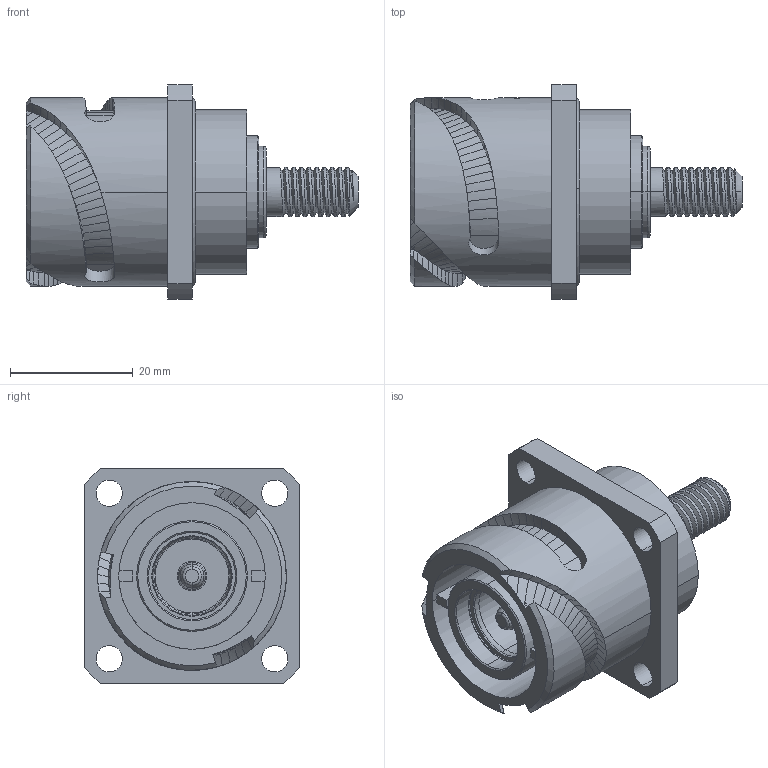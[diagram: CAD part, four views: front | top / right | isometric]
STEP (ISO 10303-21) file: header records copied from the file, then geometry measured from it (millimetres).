
FILE_DESCRIPTION((''),'2;1');
FILE_NAME('GCE3102E18M50P-B-16_SW0001','2023-05-31T16:12:26',('paultorloting'),('NET AG system integration'),'CREO PARAMETRIC BY PTC INC, 2021404','CREO PARAMETRIC BY PTC INC, 2021404','');
FILE_SCHEMA(('AUTOMOTIVE_DESIGN { 1 0 10303 214 1 1 1 1 }'));
Length unit declared in the file: millimetre
Products named in the file (1): GCE3102E18M50P-B-16_SW0001
Bounding box: 54.2 x 35 x 35 mm (x, y, z)
Volume: 21280.6 mm3; surface area: 12021.7 mm2
Topology: 1 solids, 1 shells, 395 faces, 936 edges, 559 vertices
Faces by surface type: bspline 208, cylinder 69, plane 61, cone 33, torus 24
Entity records: 18350 total; most frequent: CARTESIAN_POINT 7923, ORIENTED_EDGE 1868, DIRECTION 1171, EDGE_CURVE 934, VERTEX_POINT 559, EDGE_LOOP 421, AXIS2_PLACEMENT_3D 395, FACE_OUTER_BOUND 395
